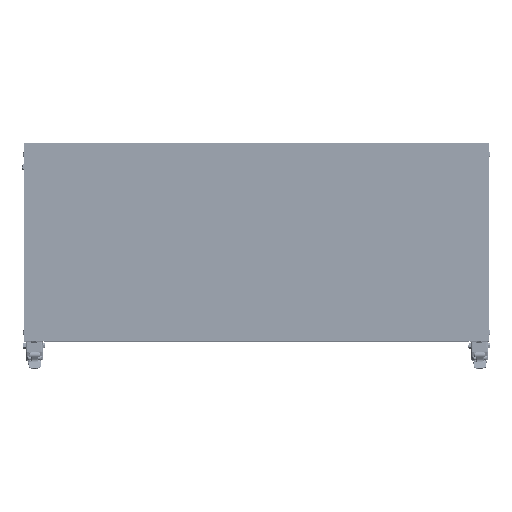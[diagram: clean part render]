
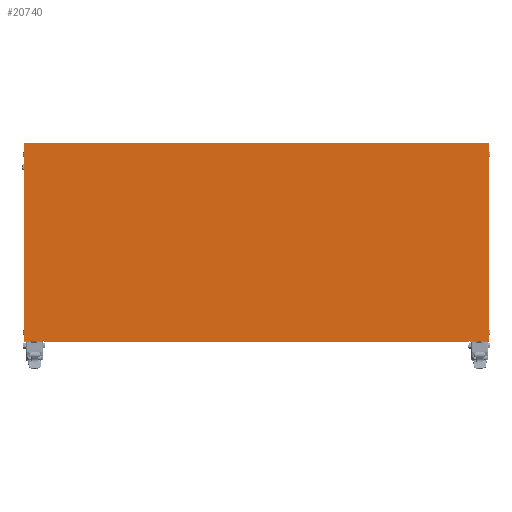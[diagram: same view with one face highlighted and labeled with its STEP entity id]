
A CAD part, top view. The second image highlights one B-rep face of the part: STEP entity #20740.
In plain terms, the highlighted planar face has unit normal (0, 0, 1).
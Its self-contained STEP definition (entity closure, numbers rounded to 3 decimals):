
#20740=ADVANCED_FACE('',(#29462),#29463,.T.);
#29462=FACE_OUTER_BOUND('',#44893,.T.);
#29463=PLANE('',#44894);
#44893=EDGE_LOOP('',(#65870,#65871,#65872,#65873));
#44894=AXIS2_PLACEMENT_3D('',#65874,#65875,#65876);
#65870=ORIENTED_EDGE('',*,*,#85444,.F.);
#65871=ORIENTED_EDGE('',*,*,#85447,.F.);
#65872=ORIENTED_EDGE('',*,*,#85439,.F.);
#65873=ORIENTED_EDGE('',*,*,#85435,.F.);
#65874=CARTESIAN_POINT('',(0.,0.,1257.));
#65875=DIRECTION('',(0.0,0.0,1.0));
#65876=DIRECTION('',(1.0,0.0,0.0));
#85435=EDGE_CURVE('',#99965,#99967,#99968,.T.);
#85439=EDGE_CURVE('',#99967,#99973,#99974,.T.);
#85444=EDGE_CURVE('',#99980,#99965,#99982,.T.);
#85447=EDGE_CURVE('',#99973,#99980,#99985,.T.);
#99965=VERTEX_POINT('',#125871);
#99967=VERTEX_POINT('',#125874);
#99968=LINE('',#125875,#125876);
#99973=VERTEX_POINT('',#125883);
#99974=LINE('',#125884,#125885);
#99980=VERTEX_POINT('',#125893);
#99982=LINE('',#125896,#125897);
#99985=LINE('',#125901,#125902);
#125871=CARTESIAN_POINT('',(-470.,-200.,1257.));
#125874=CARTESIAN_POINT('',(-470.,200.,1257.));
#125875=CARTESIAN_POINT('',(-470.,0.,1257.));
#125876=VECTOR('',#144689,1.0);
#125883=CARTESIAN_POINT('',(470.,200.,1257.));
#125884=CARTESIAN_POINT('',(0.,200.,1257.));
#125885=VECTOR('',#144692,1.0);
#125893=CARTESIAN_POINT('',(470.,-200.,1257.));
#125896=CARTESIAN_POINT('',(0.,-200.,1257.));
#125897=VECTOR('',#144696,1.0);
#125901=CARTESIAN_POINT('',(470.,0.,1257.));
#125902=VECTOR('',#144698,1.0);
#144689=DIRECTION('',(0.0,1.0,0.0));
#144692=DIRECTION('',(1.0,0.0,0.0));
#144696=DIRECTION('',(-1.0,0.0,0.0));
#144698=DIRECTION('',(0.0,-1.0,0.0));
